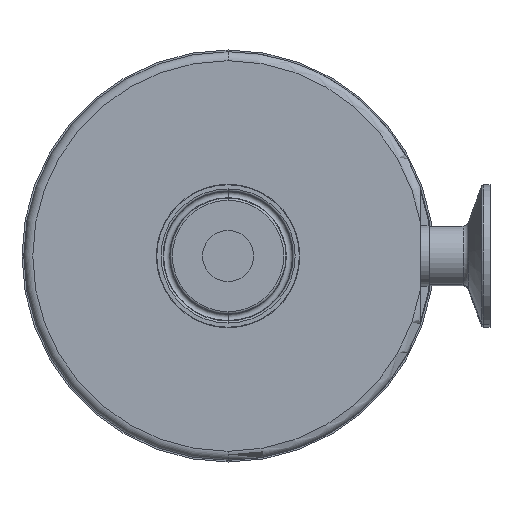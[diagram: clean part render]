
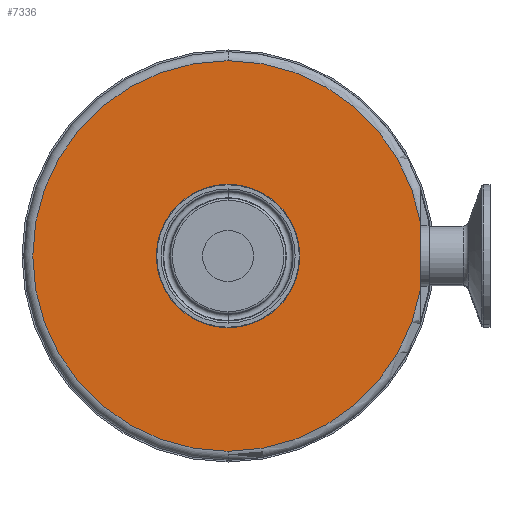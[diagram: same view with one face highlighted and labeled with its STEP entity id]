
A CAD part, front view. The second image highlights one B-rep face of the part: STEP entity #7336.
In plain terms, the highlighted planar face has unit normal (0, -1, 0).
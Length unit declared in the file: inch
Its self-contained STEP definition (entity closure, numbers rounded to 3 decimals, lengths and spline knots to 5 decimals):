
#46 = PLANE ( 'NONE',  #5653 ) ;
#97 = DIRECTION ( 'NONE',  ( 0., 1., 0. ) ) ;
#311 = CIRCLE ( 'NONE', #1640, 2.725 ) ;
#634 = VERTEX_POINT ( 'NONE', #727 ) ;
#727 = CARTESIAN_POINT ( 'NONE',  ( 2.685, -0.8, -0.46519 ) ) ;
#1324 = DIRECTION ( 'NONE',  ( 0., -1., 0. ) ) ;
#1640 = AXIS2_PLACEMENT_3D ( 'NONE', #3478, #1324, #7600 ) ;
#2067 = CIRCLE ( 'NONE', #3698, 2.725 ) ;
#2138 = CARTESIAN_POINT ( 'NONE',  ( 0., -0.8, 0. ) ) ;
#2277 = ORIENTED_EDGE ( 'NONE', *, *, #5418, .T. ) ;
#2969 = DIRECTION ( 'NONE',  ( 0., 0., 1. ) ) ;
#3169 = CIRCLE ( 'NONE', #5048, 2.725 ) ;
#3206 = CARTESIAN_POINT ( 'NONE',  ( 2.685, -0.8, 0. ) ) ;
#3280 = DIRECTION ( 'NONE',  ( 0., 0., 1. ) ) ;
#3305 = FACE_OUTER_BOUND ( 'NONE', #4058, .T. ) ;
#3478 = CARTESIAN_POINT ( 'NONE',  ( 0., -0.8, 0. ) ) ;
#3528 = CIRCLE ( 'NONE', #5173, 1.00125 ) ;
#3698 = AXIS2_PLACEMENT_3D ( 'NONE', #7984, #8081, #8826 ) ;
#3907 = DIRECTION ( 'NONE',  ( 0., 0., 1. ) ) ;
#4058 = EDGE_LOOP ( 'NONE', ( #5247, #2277, #8468, #4771 ) ) ;
#4292 = CIRCLE ( 'NONE', #8646, 1.00125 ) ;
#4536 = VERTEX_POINT ( 'NONE', #8362 ) ;
#4771 = ORIENTED_EDGE ( 'NONE', *, *, #6438, .T. ) ;
#4789 = CARTESIAN_POINT ( 'NONE',  ( 0., -0.8, 2.725 ) ) ;
#4876 = DIRECTION ( 'NONE',  ( 0., 1., 0. ) ) ;
#4962 = VERTEX_POINT ( 'NONE', #7943 ) ;
#5048 = AXIS2_PLACEMENT_3D ( 'NONE', #6718, #8862, #5355 ) ;
#5088 = EDGE_CURVE ( 'NONE', #5377, #634, #3169, .T. ) ;
#5135 = CARTESIAN_POINT ( 'NONE',  ( 0., -0.8, -2.725 ) ) ;
#5164 = VERTEX_POINT ( 'NONE', #8978 ) ;
#5173 = AXIS2_PLACEMENT_3D ( 'NONE', #5428, #7489, #3280 ) ;
#5204 = EDGE_CURVE ( 'NONE', #4536, #5716, #311, .T. ) ;
#5247 = ORIENTED_EDGE ( 'NONE', *, *, #5204, .T. ) ;
#5355 = DIRECTION ( 'NONE',  ( 0., 0., 1. ) ) ;
#5377 = VERTEX_POINT ( 'NONE', #5135 ) ;
#5418 = EDGE_CURVE ( 'NONE', #5716, #5377, #2067, .T. ) ;
#5428 = CARTESIAN_POINT ( 'NONE',  ( 0., -0.8, 0. ) ) ;
#5546 = DIRECTION ( 'NONE',  ( 0., 0., 1. ) ) ;
#5649 = CARTESIAN_POINT ( 'NONE',  ( -1.00125, -0.8, 0. ) ) ;
#5653 = AXIS2_PLACEMENT_3D ( 'NONE', #5649, #97, #2969 ) ;
#5716 = VERTEX_POINT ( 'NONE', #4789 ) ;
#5835 = EDGE_LOOP ( 'NONE', ( #5855, #8546 ) ) ;
#5855 = ORIENTED_EDGE ( 'NONE', *, *, #7240, .T. ) ;
#6438 = EDGE_CURVE ( 'NONE', #634, #4536, #7119, .T. ) ;
#6718 = CARTESIAN_POINT ( 'NONE',  ( 0., -0.8, 0. ) ) ;
#7119 = LINE ( 'NONE', #3206, #8085 ) ;
#7192 = EDGE_CURVE ( 'NONE', #5164, #4962, #3528, .T. ) ;
#7240 = EDGE_CURVE ( 'NONE', #4962, #5164, #4292, .T. ) ;
#7336 = ADVANCED_FACE ( 'NONE', ( #3305, #7918 ), #46, .F. ) ;
#7489 = DIRECTION ( 'NONE',  ( 0., 1., 0. ) ) ;
#7600 = DIRECTION ( 'NONE',  ( 0., 0., 1. ) ) ;
#7918 = FACE_BOUND ( 'NONE', #5835, .T. ) ;
#7943 = CARTESIAN_POINT ( 'NONE',  ( 0., -0.8, 1.00125 ) ) ;
#7984 = CARTESIAN_POINT ( 'NONE',  ( 0., -0.8, 0. ) ) ;
#8081 = DIRECTION ( 'NONE',  ( 0., -1., 0. ) ) ;
#8085 = VECTOR ( 'NONE', #3907, 39.37008 ) ;
#8362 = CARTESIAN_POINT ( 'NONE',  ( 2.685, -0.8, 0.46519 ) ) ;
#8468 = ORIENTED_EDGE ( 'NONE', *, *, #5088, .T. ) ;
#8546 = ORIENTED_EDGE ( 'NONE', *, *, #7192, .T. ) ;
#8646 = AXIS2_PLACEMENT_3D ( 'NONE', #2138, #4876, #5546 ) ;
#8826 = DIRECTION ( 'NONE',  ( 0., 0., 1. ) ) ;
#8862 = DIRECTION ( 'NONE',  ( 0., -1., 0. ) ) ;
#8978 = CARTESIAN_POINT ( 'NONE',  ( 0., -0.8, -1.00125 ) ) ;
